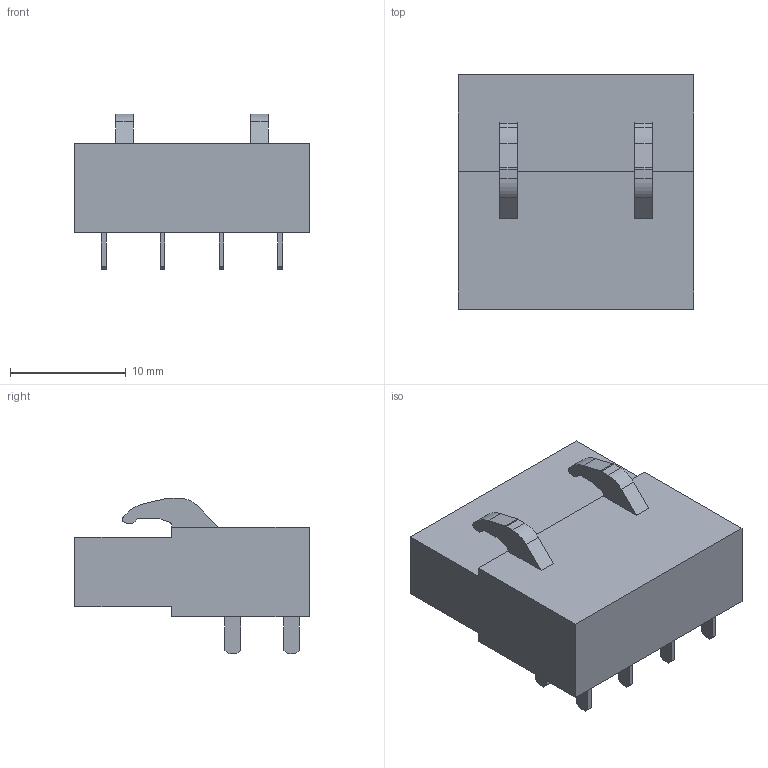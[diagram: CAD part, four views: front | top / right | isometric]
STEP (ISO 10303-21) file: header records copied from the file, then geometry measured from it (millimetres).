
FILE_DESCRIPTION((''),'2;1');
FILE_NAME('WEIDMULLER_1622960000.stp','2012-08-06T15:24:14',(''),(''),'Mechanical Desktop 2011','Mechanical Desktop 2011',', , ');
FILE_SCHEMA(('AUTOMOTIVE_DESIGN { 1 2 10303 214 1 1 1 1 }'));
Length unit declared in the file: millimetre
Products named in the file (1): Product
Bounding box: 20.32 x 20.25 x 13.48 mm (x, y, z)
Volume: 2888.3 mm3; surface area: 1647.5 mm2
Topology: 9 solids, 9 shells, 122 faces, 294 edges, 196 vertices
Faces by surface type: plane 100, cylinder 14, cone 8
Entity records: 3566 total; most frequent: CARTESIAN_POINT 613, ORIENTED_EDGE 588, DIRECTION 584, EDGE_CURVE 294, VECTOR 250, LINE 250, VERTEX_POINT 196, AXIS2_PLACEMENT_3D 167
